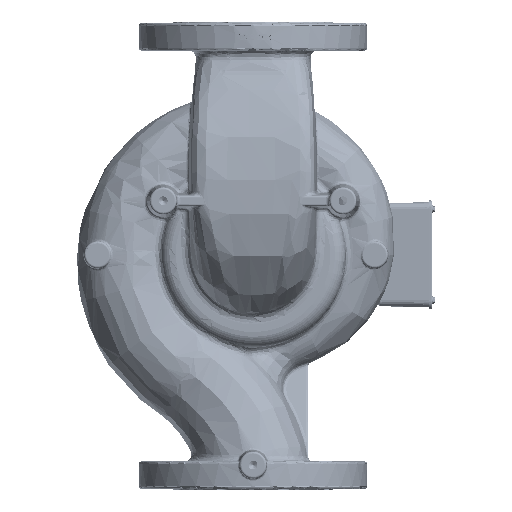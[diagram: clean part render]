
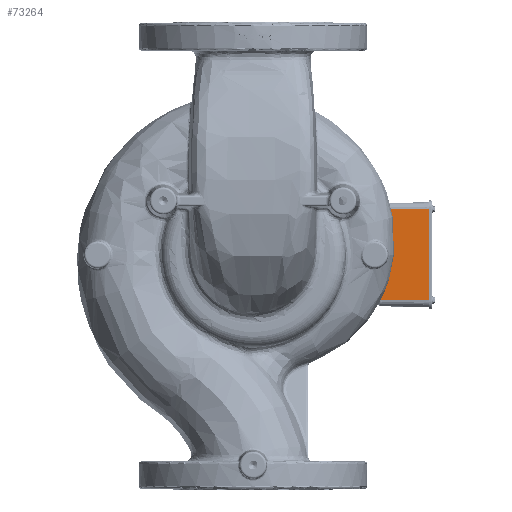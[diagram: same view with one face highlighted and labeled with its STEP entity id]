
A CAD part, front view. The second image highlights one B-rep face of the part: STEP entity #73264.
In plain terms, the highlighted planar face has unit normal (-0.026, -1, 0).
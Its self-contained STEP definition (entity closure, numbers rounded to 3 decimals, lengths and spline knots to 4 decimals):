
#900=(
BOUNDED_CURVE()
B_SPLINE_CURVE(2,(#209595,#209596,#209597,#209598),.UNSPECIFIED.,.F.,.F.)
B_SPLINE_CURVE_WITH_KNOTS((3,1,3),(-31.0266,-24.0956,
-23.4848),.UNSPECIFIED.)
CURVE()
GEOMETRIC_REPRESENTATION_ITEM()
RATIONAL_B_SPLINE_CURVE((7.782,8.498,8.562,
8.562))
REPRESENTATION_ITEM('')
);
#901=(
BOUNDED_CURVE()
B_SPLINE_CURVE(2,(#209608,#209609,#209610),.UNSPECIFIED.,.F.,.F.)
B_SPLINE_CURVE_WITH_KNOTS((3,3),(-23.4848,-15.943),
 .UNSPECIFIED.)
CURVE()
GEOMETRIC_REPRESENTATION_ITEM()
RATIONAL_B_SPLINE_CURVE((8.562,8.562,7.782))
REPRESENTATION_ITEM('')
);
#2398=PLANE('',#80252);
#10867=FACE_OUTER_BOUND('',#14972,.T.);
#14972=EDGE_LOOP('',(#63617,#63618,#63619,#63620,#63621,#63622));
#19969=LINE('',#209576,#24891);
#19970=LINE('',#209601,#24892);
#19971=LINE('',#209606,#24893);
#19972=LINE('',#209607,#24894);
#24891=VECTOR('',#98767,39.3701);
#24892=VECTOR('',#98772,39.3701);
#24893=VECTOR('',#98777,39.3701);
#24894=VECTOR('',#98778,39.3701);
#33413=VERTEX_POINT('',#209572);
#33414=VERTEX_POINT('',#209574);
#33415=VERTEX_POINT('',#209578);
#33416=VERTEX_POINT('',#209600);
#33417=VERTEX_POINT('',#209604);
#33418=VERTEX_POINT('',#209605);
#44058=EDGE_CURVE('',#33413,#33414,#19969,.T.);
#44060=EDGE_CURVE('',#33415,#33413,#900,.T.);
#44061=EDGE_CURVE('',#33415,#33416,#19970,.T.);
#44063=EDGE_CURVE('',#33417,#33418,#19971,.T.);
#44064=EDGE_CURVE('',#33418,#33416,#19972,.T.);
#44065=EDGE_CURVE('',#33414,#33417,#901,.T.);
#63617=ORIENTED_EDGE('',*,*,#44063,.T.);
#63618=ORIENTED_EDGE('',*,*,#44064,.T.);
#63619=ORIENTED_EDGE('',*,*,#44061,.F.);
#63620=ORIENTED_EDGE('',*,*,#44060,.T.);
#63621=ORIENTED_EDGE('',*,*,#44058,.T.);
#63622=ORIENTED_EDGE('',*,*,#44065,.T.);
#73264=ADVANCED_FACE('',(#10867),#2398,.T.);
#80252=AXIS2_PLACEMENT_3D('',#209603,#98775,#98776);
#98767=DIRECTION('',(0.,0.,-1.));
#98772=DIRECTION('',(1.,-0.026,0.));
#98775=DIRECTION('center_axis',(-0.026,-1.,
0.));
#98776=DIRECTION('ref_axis',(-1.,0.026,0.));
#98777=DIRECTION('',(1.,-0.026,0.));
#98778=DIRECTION('',(0.,0.,1.));
#209572=CARTESIAN_POINT('',(5.4971,15.6712,1.63));
#209574=CARTESIAN_POINT('',(5.4971,15.6712,-1.63));
#209576=CARTESIAN_POINT('',(5.4971,15.6712,-2.));
#209578=CARTESIAN_POINT('',(5.527,15.6704,2.));
#209595=CARTESIAN_POINT('Ctrl Pts',(5.527,15.6704,2.));
#209596=CARTESIAN_POINT('Ctrl Pts',(5.4993,15.6711,1.8131));
#209597=CARTESIAN_POINT('Ctrl Pts',(5.4971,15.6712,1.6436));
#209598=CARTESIAN_POINT('Ctrl Pts',(5.4971,15.6712,1.63));
#209600=CARTESIAN_POINT('',(7.7156,15.6131,2.));
#209601=CARTESIAN_POINT('',(7.7472,15.6123,2.));
#209603=CARTESIAN_POINT('Origin',(7.7472,15.6123,-2.));
#209604=CARTESIAN_POINT('',(5.527,15.6704,-2.));
#209605=CARTESIAN_POINT('',(7.7156,15.6131,-2.));
#209606=CARTESIAN_POINT('',(7.7472,15.6123,-2.));
#209607=CARTESIAN_POINT('',(7.7156,15.6131,-2.));
#209608=CARTESIAN_POINT('Ctrl Pts',(5.4971,15.6712,-1.63));
#209609=CARTESIAN_POINT('Ctrl Pts',(5.4971,15.6712,-1.7981));
#209610=CARTESIAN_POINT('Ctrl Pts',(5.527,15.6704,-2.));
